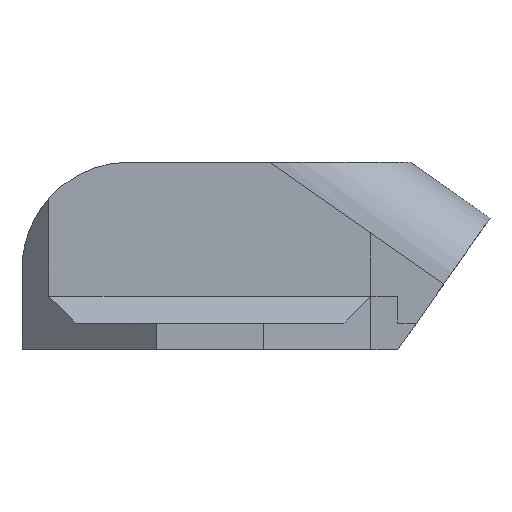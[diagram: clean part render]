
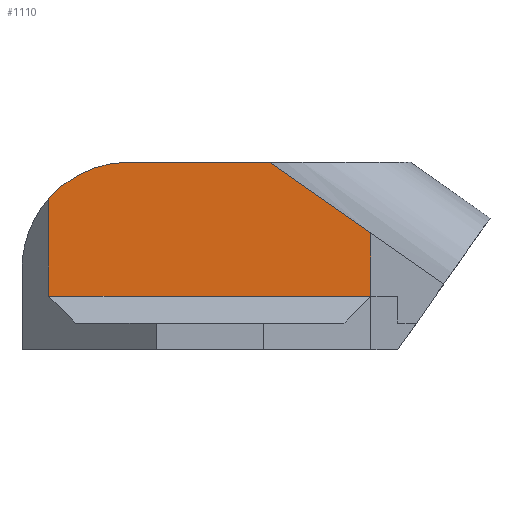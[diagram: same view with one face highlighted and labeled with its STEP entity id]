
A CAD part, front view. The second image highlights one B-rep face of the part: STEP entity #1110.
In plain terms, the highlighted planar face has unit normal (0, -1, 0).
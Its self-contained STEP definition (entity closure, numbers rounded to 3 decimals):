
#215 = CYLINDRICAL_SURFACE('',#216,20.);
#216 = AXIS2_PLACEMENT_3D('',#217,#218,#219);
#217 = CARTESIAN_POINT('',(875.,-10.,40.));
#218 = DIRECTION('',(0.,1.,0.));
#219 = DIRECTION('',(-1.,0.,0.));
#276 = PLANE('',#277);
#277 = AXIS2_PLACEMENT_3D('',#278,#279,#280);
#278 = CARTESIAN_POINT('',(855.,-10.,25.));
#279 = DIRECTION('',(0.707,0.707,0.));
#280 = DIRECTION('',(0.707,-0.707,0.));
#313 = VERTEX_POINT('',#314);
#314 = CARTESIAN_POINT('',(860.,-15.,53.229));
#342 = EDGE_CURVE('',#313,#343,#345,.T.);
#343 = VERTEX_POINT('',#344);
#344 = CARTESIAN_POINT('',(875.,-15.,60.));
#345 = SURFACE_CURVE('',#346,(#351,#358),.PCURVE_S1.);
#346 = CIRCLE('',#347,20.);
#347 = AXIS2_PLACEMENT_3D('',#348,#349,#350);
#348 = CARTESIAN_POINT('',(875.,-15.,40.));
#349 = DIRECTION('',(0.,1.,0.));
#350 = DIRECTION('',(0.,0.,1.));
#351 = PCURVE('',#215,#352);
#352 = DEFINITIONAL_REPRESENTATION('',(#353),#357);
#353 = LINE('',#354,#355);
#354 = CARTESIAN_POINT('',(-4.712,-5.));
#355 = VECTOR('',#356,1.);
#356 = DIRECTION('',(1.,0.));
#357 = ( GEOMETRIC_REPRESENTATION_CONTEXT(2) 
PARAMETRIC_REPRESENTATION_CONTEXT() REPRESENTATION_CONTEXT('2D SPACE',''
  ) );
#358 = PCURVE('',#359,#364);
#359 = PLANE('',#360);
#360 = AXIS2_PLACEMENT_3D('',#361,#362,#363);
#361 = CARTESIAN_POINT('',(5925.,-15.,30.));
#362 = DIRECTION('',(0.,1.,0.));
#363 = DIRECTION('',(0.,0.,1.));
#364 = DEFINITIONAL_REPRESENTATION('',(#365),#369);
#365 = CIRCLE('',#366,20.);
#366 = AXIS2_PLACEMENT_2D('',#367,#368);
#367 = CARTESIAN_POINT('',(10.,-5050.));
#368 = DIRECTION('',(1.,0.));
#369 = ( GEOMETRIC_REPRESENTATION_CONTEXT(2) 
PARAMETRIC_REPRESENTATION_CONTEXT() REPRESENTATION_CONTEXT('2D SPACE',''
  ) );
#387 = PLANE('',#388);
#388 = AXIS2_PLACEMENT_3D('',#389,#390,#391);
#389 = CARTESIAN_POINT('',(905.,0.,60.));
#390 = DIRECTION('',(-0.,-0.,-1.));
#391 = DIRECTION('',(-1.,0.,0.));
#1008 = EDGE_CURVE('',#313,#1009,#1011,.T.);
#1009 = VERTEX_POINT('',#1010);
#1010 = CARTESIAN_POINT('',(860.,-15.,35.));
#1011 = SURFACE_CURVE('',#1012,(#1016,#1023),.PCURVE_S1.);
#1012 = LINE('',#1013,#1014);
#1013 = CARTESIAN_POINT('',(860.,-15.,27.5));
#1014 = VECTOR('',#1015,1.);
#1015 = DIRECTION('',(0.,0.,-1.));
#1016 = PCURVE('',#276,#1017);
#1017 = DEFINITIONAL_REPRESENTATION('',(#1018),#1022);
#1018 = LINE('',#1019,#1020);
#1019 = CARTESIAN_POINT('',(7.071,-2.5));
#1020 = VECTOR('',#1021,1.);
#1021 = DIRECTION('',(0.,1.));
#1022 = ( GEOMETRIC_REPRESENTATION_CONTEXT(2) 
PARAMETRIC_REPRESENTATION_CONTEXT() REPRESENTATION_CONTEXT('2D SPACE',''
  ) );
#1023 = PCURVE('',#359,#1024);
#1024 = DEFINITIONAL_REPRESENTATION('',(#1025),#1029);
#1025 = LINE('',#1026,#1027);
#1026 = CARTESIAN_POINT('',(-2.5,-5065.));
#1027 = VECTOR('',#1028,1.);
#1028 = DIRECTION('',(-1.,0.));
#1029 = ( GEOMETRIC_REPRESENTATION_CONTEXT(2) 
PARAMETRIC_REPRESENTATION_CONTEXT() REPRESENTATION_CONTEXT('2D SPACE',''
  ) );
#1047 = PLANE('',#1048);
#1048 = AXIS2_PLACEMENT_3D('',#1049,#1050,#1051);
#1049 = CARTESIAN_POINT('',(925.,-15.,35.));
#1050 = DIRECTION('',(0.,-0.707,0.707));
#1051 = DIRECTION('',(0.,-0.707,-0.707
    ));
#1110 = ADVANCED_FACE('',(#1111),#359,.F.);
#1111 = FACE_BOUND('',#1112,.F.);
#1112 = EDGE_LOOP('',(#1113,#1136,#1164,#1192,#1213,#1214));
#1113 = ORIENTED_EDGE('',*,*,#1114,.T.);
#1114 = EDGE_CURVE('',#343,#1115,#1117,.T.);
#1115 = VERTEX_POINT('',#1116);
#1116 = CARTESIAN_POINT('',(901.167,-15.,60.));
#1117 = SURFACE_CURVE('',#1118,(#1122,#1129),.PCURVE_S1.);
#1118 = LINE('',#1119,#1120);
#1119 = CARTESIAN_POINT('',(3415.,-15.,60.));
#1120 = VECTOR('',#1121,1.);
#1121 = DIRECTION('',(1.,0.,0.));
#1122 = PCURVE('',#359,#1123);
#1123 = DEFINITIONAL_REPRESENTATION('',(#1124),#1128);
#1124 = LINE('',#1125,#1126);
#1125 = CARTESIAN_POINT('',(30.,-2510.));
#1126 = VECTOR('',#1127,1.);
#1127 = DIRECTION('',(0.,1.));
#1128 = ( GEOMETRIC_REPRESENTATION_CONTEXT(2) 
PARAMETRIC_REPRESENTATION_CONTEXT() REPRESENTATION_CONTEXT('2D SPACE',''
  ) );
#1129 = PCURVE('',#387,#1130);
#1130 = DEFINITIONAL_REPRESENTATION('',(#1131),#1135);
#1131 = LINE('',#1132,#1133);
#1132 = CARTESIAN_POINT('',(-2510.,-15.));
#1133 = VECTOR('',#1134,1.);
#1134 = DIRECTION('',(-1.,0.));
#1135 = ( GEOMETRIC_REPRESENTATION_CONTEXT(2) 
PARAMETRIC_REPRESENTATION_CONTEXT() REPRESENTATION_CONTEXT('2D SPACE',''
  ) );
#1136 = ORIENTED_EDGE('',*,*,#1137,.F.);
#1137 = EDGE_CURVE('',#1138,#1115,#1140,.T.);
#1138 = VERTEX_POINT('',#1139);
#1139 = CARTESIAN_POINT('',(920.,-15.,46.813));
#1140 = SURFACE_CURVE('',#1141,(#1145,#1152),.PCURVE_S1.);
#1141 = LINE('',#1142,#1143);
#1142 = CARTESIAN_POINT('',(933.604,-15.,37.287));
#1143 = VECTOR('',#1144,1.);
#1144 = DIRECTION('',(-0.819,0.,0.574));
#1145 = PCURVE('',#359,#1146);
#1146 = DEFINITIONAL_REPRESENTATION('',(#1147),#1151);
#1147 = LINE('',#1148,#1149);
#1148 = CARTESIAN_POINT('',(7.287,-4991.396));
#1149 = VECTOR('',#1150,1.);
#1150 = DIRECTION('',(0.574,-0.819));
#1151 = ( GEOMETRIC_REPRESENTATION_CONTEXT(2) 
PARAMETRIC_REPRESENTATION_CONTEXT() REPRESENTATION_CONTEXT('2D SPACE',''
  ) );
#1152 = PCURVE('',#1153,#1158);
#1153 = CYLINDRICAL_SURFACE('',#1154,15.);
#1154 = AXIS2_PLACEMENT_3D('',#1155,#1156,#1157);
#1155 = CARTESIAN_POINT('',(933.604,0.,37.287));
#1156 = DIRECTION('',(0.819,0.,-0.574));
#1157 = DIRECTION('',(0.,1.,0.));
#1158 = DEFINITIONAL_REPRESENTATION('',(#1159),#1163);
#1159 = LINE('',#1160,#1161);
#1160 = CARTESIAN_POINT('',(3.142,0.));
#1161 = VECTOR('',#1162,1.);
#1162 = DIRECTION('',(0.,-1.));
#1163 = ( GEOMETRIC_REPRESENTATION_CONTEXT(2) 
PARAMETRIC_REPRESENTATION_CONTEXT() REPRESENTATION_CONTEXT('2D SPACE',''
  ) );
#1164 = ORIENTED_EDGE('',*,*,#1165,.F.);
#1165 = EDGE_CURVE('',#1166,#1138,#1168,.T.);
#1166 = VERTEX_POINT('',#1167);
#1167 = CARTESIAN_POINT('',(920.,-15.,35.));
#1168 = SURFACE_CURVE('',#1169,(#1173,#1180),.PCURVE_S1.);
#1169 = LINE('',#1170,#1171);
#1170 = CARTESIAN_POINT('',(920.,-15.,25.));
#1171 = VECTOR('',#1172,1.);
#1172 = DIRECTION('',(0.,0.,1.));
#1173 = PCURVE('',#359,#1174);
#1174 = DEFINITIONAL_REPRESENTATION('',(#1175),#1179);
#1175 = LINE('',#1176,#1177);
#1176 = CARTESIAN_POINT('',(-5.,-5005.));
#1177 = VECTOR('',#1178,1.);
#1178 = DIRECTION('',(1.,0.));
#1179 = ( GEOMETRIC_REPRESENTATION_CONTEXT(2) 
PARAMETRIC_REPRESENTATION_CONTEXT() REPRESENTATION_CONTEXT('2D SPACE',''
  ) );
#1180 = PCURVE('',#1181,#1186);
#1181 = PLANE('',#1182);
#1182 = AXIS2_PLACEMENT_3D('',#1183,#1184,#1185);
#1183 = CARTESIAN_POINT('',(5925.,-15.,30.));
#1184 = DIRECTION('',(0.,1.,0.));
#1185 = DIRECTION('',(0.,0.,1.));
#1186 = DEFINITIONAL_REPRESENTATION('',(#1187),#1191);
#1187 = LINE('',#1188,#1189);
#1188 = CARTESIAN_POINT('',(-5.,-5005.));
#1189 = VECTOR('',#1190,1.);
#1190 = DIRECTION('',(1.,0.));
#1191 = ( GEOMETRIC_REPRESENTATION_CONTEXT(2) 
PARAMETRIC_REPRESENTATION_CONTEXT() REPRESENTATION_CONTEXT('2D SPACE',''
  ) );
#1192 = ORIENTED_EDGE('',*,*,#1193,.T.);
#1193 = EDGE_CURVE('',#1166,#1009,#1194,.T.);
#1194 = SURFACE_CURVE('',#1195,(#1199,#1206),.PCURVE_S1.);
#1195 = LINE('',#1196,#1197);
#1196 = CARTESIAN_POINT('',(925.,-15.,35.));
#1197 = VECTOR('',#1198,1.);
#1198 = DIRECTION('',(-1.,0.,0.));
#1199 = PCURVE('',#359,#1200);
#1200 = DEFINITIONAL_REPRESENTATION('',(#1201),#1205);
#1201 = LINE('',#1202,#1203);
#1202 = CARTESIAN_POINT('',(5.,-5000.));
#1203 = VECTOR('',#1204,1.);
#1204 = DIRECTION('',(0.,-1.));
#1205 = ( GEOMETRIC_REPRESENTATION_CONTEXT(2) 
PARAMETRIC_REPRESENTATION_CONTEXT() REPRESENTATION_CONTEXT('2D SPACE',''
  ) );
#1206 = PCURVE('',#1047,#1207);
#1207 = DEFINITIONAL_REPRESENTATION('',(#1208),#1212);
#1208 = LINE('',#1209,#1210);
#1209 = CARTESIAN_POINT('',(0.,0.));
#1210 = VECTOR('',#1211,1.);
#1211 = DIRECTION('',(0.,-1.));
#1212 = ( GEOMETRIC_REPRESENTATION_CONTEXT(2) 
PARAMETRIC_REPRESENTATION_CONTEXT() REPRESENTATION_CONTEXT('2D SPACE',''
  ) );
#1213 = ORIENTED_EDGE('',*,*,#1008,.F.);
#1214 = ORIENTED_EDGE('',*,*,#342,.T.);
